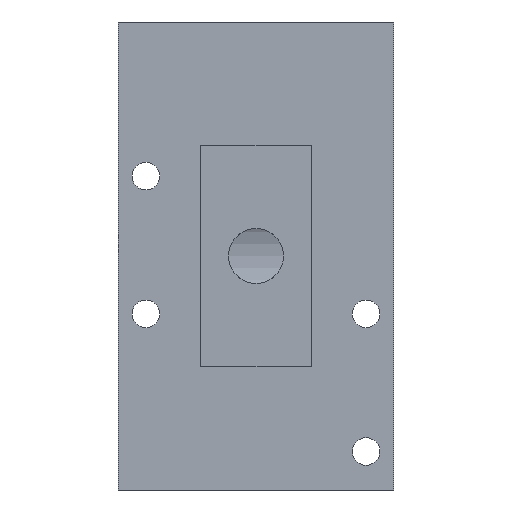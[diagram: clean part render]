
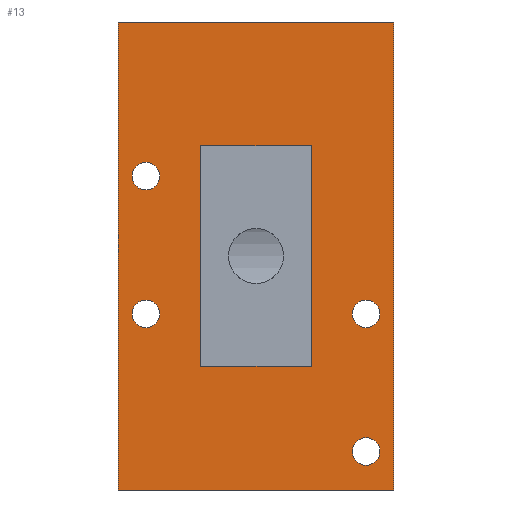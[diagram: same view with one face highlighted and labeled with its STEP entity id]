
A CAD part, left-side view. The second image highlights one B-rep face of the part: STEP entity #13.
In plain terms, the highlighted planar face has unit normal (-1, 0, 0).
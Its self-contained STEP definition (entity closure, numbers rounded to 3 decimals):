
#2 = EDGE_CURVE ( 'NONE', #103, #496, #441, .T. ) ;
#13 = ADVANCED_FACE ( 'NONE', ( #233, #365, #638, #633, #23, #437 ), #770, .F. ) ;
#15 = VECTOR ( 'NONE', #467, 1000. ) ;
#21 = ORIENTED_EDGE ( 'NONE', *, *, #648, .F. ) ;
#23 = FACE_OUTER_BOUND ( 'NONE', #239, .T. ) ;
#25 = CIRCLE ( 'NONE', #185, 1.25 ) ;
#36 = ORIENTED_EDGE ( 'NONE', *, *, #218, .F. ) ;
#54 = EDGE_CURVE ( 'NONE', #689, #560, #297, .T. ) ;
#59 = CARTESIAN_POINT ( 'NONE',  ( 35., 5., 10. ) ) ;
#64 = DIRECTION ( 'NONE',  ( 0., 0., 1. ) ) ;
#76 = CARTESIAN_POINT ( 'NONE',  ( 35., -10., -17.75 ) ) ;
#78 = DIRECTION ( 'NONE',  ( 0., 0., 1. ) ) ;
#83 = DIRECTION ( 'NONE',  ( 0., 0., 1. ) ) ;
#88 = EDGE_CURVE ( 'NONE', #560, #155, #494, .T. ) ;
#92 = VECTOR ( 'NONE', #719, 1000. ) ;
#103 = VERTEX_POINT ( 'NONE', #563 ) ;
#110 = DIRECTION ( 'NONE',  ( -1., 0., 0. ) ) ;
#124 = CARTESIAN_POINT ( 'NONE',  ( 35., -12.5, -21.25 ) ) ;
#125 = EDGE_CURVE ( 'NONE', #533, #689, #832, .T. ) ;
#126 = LINE ( 'NONE', #396, #15 ) ;
#148 = ORIENTED_EDGE ( 'NONE', *, *, #2, .F. ) ;
#155 = VERTEX_POINT ( 'NONE', #597 ) ;
#164 = AXIS2_PLACEMENT_3D ( 'NONE', #202, #823, #625 ) ;
#169 = LINE ( 'NONE', #768, #252 ) ;
#178 = CIRCLE ( 'NONE', #286, 1.25 ) ;
#185 = AXIS2_PLACEMENT_3D ( 'NONE', #411, #545, #78 ) ;
#190 = CARTESIAN_POINT ( 'NONE',  ( 35., 10., 6. ) ) ;
#193 = DIRECTION ( 'NONE',  ( 0., 0., 1. ) ) ;
#196 = VERTEX_POINT ( 'NONE', #251 ) ;
#202 = CARTESIAN_POINT ( 'NONE',  ( 35., 10., 7.25 ) ) ;
#208 = CIRCLE ( 'NONE', #319, 1.25 ) ;
#214 = EDGE_CURVE ( 'NONE', #196, #265, #287, .T. ) ;
#218 = EDGE_CURVE ( 'NONE', #496, #390, #652, .T. ) ;
#227 = VECTOR ( 'NONE', #817, 1000. ) ;
#228 = CARTESIAN_POINT ( 'NONE',  ( 35., 5., -10. ) ) ;
#233 = FACE_BOUND ( 'NONE', #698, .T. ) ;
#236 = CIRCLE ( 'NONE', #388, 1.25 ) ;
#237 = CARTESIAN_POINT ( 'NONE',  ( 35., 12.5, -21.25 ) ) ;
#239 = EDGE_LOOP ( 'NONE', ( #36, #148, #756, #416 ) ) ;
#242 = DIRECTION ( 'NONE',  ( 0., -1., 0. ) ) ;
#247 = EDGE_CURVE ( 'NONE', #767, #879, #25, .T. ) ;
#251 = CARTESIAN_POINT ( 'NONE',  ( 35., -10., -19. ) ) ;
#252 = VECTOR ( 'NONE', #637, 1000. ) ;
#256 = ORIENTED_EDGE ( 'NONE', *, *, #247, .F. ) ;
#265 = VERTEX_POINT ( 'NONE', #477 ) ;
#284 = ORIENTED_EDGE ( 'NONE', *, *, #743, .F. ) ;
#286 = AXIS2_PLACEMENT_3D ( 'NONE', #667, #386, #193 ) ;
#287 = CIRCLE ( 'NONE', #682, 1.25 ) ;
#288 = ORIENTED_EDGE ( 'NONE', *, *, #305, .F. ) ;
#293 = EDGE_CURVE ( 'NONE', #706, #103, #407, .T. ) ;
#296 = AXIS2_PLACEMENT_3D ( 'NONE', #611, #875, #878 ) ;
#297 = LINE ( 'NONE', #573, #787 ) ;
#298 = ORIENTED_EDGE ( 'NONE', *, *, #610, .T. ) ;
#305 = EDGE_CURVE ( 'NONE', #679, #353, #650, .T. ) ;
#319 = AXIS2_PLACEMENT_3D ( 'NONE', #76, #490, #83 ) ;
#331 = CARTESIAN_POINT ( 'NONE',  ( 35., 10., -6.5 ) ) ;
#334 = CARTESIAN_POINT ( 'NONE',  ( 35., 10., 8.5 ) ) ;
#338 = VECTOR ( 'NONE', #858, 1000. ) ;
#353 = VERTEX_POINT ( 'NONE', #331 ) ;
#355 = DIRECTION ( 'NONE',  ( 1., 0., 0. ) ) ;
#359 = ORIENTED_EDGE ( 'NONE', *, *, #867, .F. ) ;
#362 = DIRECTION ( 'NONE',  ( 0., 0., 1. ) ) ;
#365 = FACE_BOUND ( 'NONE', #631, .T. ) ;
#379 = DIRECTION ( 'NONE',  ( 0., 0., 1. ) ) ;
#386 = DIRECTION ( 'NONE',  ( -1., 0., 0. ) ) ;
#387 = CARTESIAN_POINT ( 'NONE',  ( 35., -5., 10. ) ) ;
#388 = AXIS2_PLACEMENT_3D ( 'NONE', #855, #543, #64 ) ;
#389 = DIRECTION ( 'NONE',  ( 0., 0., 1. ) ) ;
#390 = VERTEX_POINT ( 'NONE', #440 ) ;
#394 = ORIENTED_EDGE ( 'NONE', *, *, #125, .T. ) ;
#396 = CARTESIAN_POINT ( 'NONE',  ( 35., -5., -10. ) ) ;
#407 = LINE ( 'NONE', #415, #227 ) ;
#411 = CARTESIAN_POINT ( 'NONE',  ( 35., -10., -5.25 ) ) ;
#415 = CARTESIAN_POINT ( 'NONE',  ( 35., -12.5, -21.25 ) ) ;
#416 = ORIENTED_EDGE ( 'NONE', *, *, #471, .F. ) ;
#437 = FACE_BOUND ( 'NONE', #439, .T. ) ;
#439 = EDGE_LOOP ( 'NONE', ( #394, #822, #834, #298 ) ) ;
#440 = CARTESIAN_POINT ( 'NONE',  ( 35., -12.5, 21.25 ) ) ;
#441 = LINE ( 'NONE', #237, #812 ) ;
#444 = ORIENTED_EDGE ( 'NONE', *, *, #856, .F. ) ;
#467 = DIRECTION ( 'NONE',  ( 0., 1., 0. ) ) ;
#471 = EDGE_CURVE ( 'NONE', #390, #706, #169, .T. ) ;
#477 = CARTESIAN_POINT ( 'NONE',  ( 35., -10., -16.5 ) ) ;
#490 = DIRECTION ( 'NONE',  ( -1., 0., 0. ) ) ;
#494 = LINE ( 'NONE', #841, #92 ) ;
#496 = VERTEX_POINT ( 'NONE', #512 ) ;
#512 = CARTESIAN_POINT ( 'NONE',  ( 35., 12.5, 21.25 ) ) ;
#521 = CARTESIAN_POINT ( 'NONE',  ( 35., 5., -10. ) ) ;
#533 = VERTEX_POINT ( 'NONE', #521 ) ;
#543 = DIRECTION ( 'NONE',  ( -1., 0., 0. ) ) ;
#545 = DIRECTION ( 'NONE',  ( -1., 0., 0. ) ) ;
#552 = CIRCLE ( 'NONE', #164, 1.25 ) ;
#560 = VERTEX_POINT ( 'NONE', #387 ) ;
#563 = CARTESIAN_POINT ( 'NONE',  ( 35., 12.5, -21.25 ) ) ;
#566 = VERTEX_POINT ( 'NONE', #190 ) ;
#573 = CARTESIAN_POINT ( 'NONE',  ( 35., -5., 10. ) ) ;
#585 = EDGE_CURVE ( 'NONE', #353, #679, #811, .T. ) ;
#591 = CARTESIAN_POINT ( 'NONE',  ( 35., 10., -5.25 ) ) ;
#592 = CARTESIAN_POINT ( 'NONE',  ( 35., -12.5, 21.25 ) ) ;
#597 = CARTESIAN_POINT ( 'NONE',  ( 35., -5., -10. ) ) ;
#610 = EDGE_CURVE ( 'NONE', #155, #533, #126, .T. ) ;
#611 = CARTESIAN_POINT ( 'NONE',  ( 35., 10., -5.25 ) ) ;
#625 = DIRECTION ( 'NONE',  ( 0., 0., 1. ) ) ;
#631 = EDGE_LOOP ( 'NONE', ( #288, #805 ) ) ;
#633 = FACE_BOUND ( 'NONE', #824, .T. ) ;
#637 = DIRECTION ( 'NONE',  ( 0., 0., -1. ) ) ;
#638 = FACE_BOUND ( 'NONE', #740, .T. ) ;
#648 = EDGE_CURVE ( 'NONE', #745, #566, #178, .T. ) ;
#650 = CIRCLE ( 'NONE', #296, 1.25 ) ;
#652 = LINE ( 'NONE', #592, #338 ) ;
#654 = CARTESIAN_POINT ( 'NONE',  ( 35., -10., -6.5 ) ) ;
#657 = CARTESIAN_POINT ( 'NONE',  ( 35., 10., -4. ) ) ;
#658 = VECTOR ( 'NONE', #389, 1000. ) ;
#667 = CARTESIAN_POINT ( 'NONE',  ( 35., 10., 7.25 ) ) ;
#674 = AXIS2_PLACEMENT_3D ( 'NONE', #591, #734, #857 ) ;
#679 = VERTEX_POINT ( 'NONE', #657 ) ;
#682 = AXIS2_PLACEMENT_3D ( 'NONE', #723, #110, #379 ) ;
#686 = CARTESIAN_POINT ( 'NONE',  ( 35., -10., -4. ) ) ;
#689 = VERTEX_POINT ( 'NONE', #59 ) ;
#698 = EDGE_LOOP ( 'NONE', ( #444, #772 ) ) ;
#706 = VERTEX_POINT ( 'NONE', #124 ) ;
#719 = DIRECTION ( 'NONE',  ( 0., 0., -1. ) ) ;
#723 = CARTESIAN_POINT ( 'NONE',  ( 35., -10., -17.75 ) ) ;
#734 = DIRECTION ( 'NONE',  ( -1., 0., 0. ) ) ;
#740 = EDGE_LOOP ( 'NONE', ( #21, #359 ) ) ;
#743 = EDGE_CURVE ( 'NONE', #879, #767, #236, .T. ) ;
#745 = VERTEX_POINT ( 'NONE', #334 ) ;
#756 = ORIENTED_EDGE ( 'NONE', *, *, #293, .F. ) ;
#767 = VERTEX_POINT ( 'NONE', #654 ) ;
#768 = CARTESIAN_POINT ( 'NONE',  ( 35., -12.5, -21.25 ) ) ;
#770 = PLANE ( 'NONE',  #854 ) ;
#772 = ORIENTED_EDGE ( 'NONE', *, *, #214, .F. ) ;
#774 = DIRECTION ( 'NONE',  ( 0., 0., -1. ) ) ;
#787 = VECTOR ( 'NONE', #242, 1000. ) ;
#805 = ORIENTED_EDGE ( 'NONE', *, *, #585, .F. ) ;
#811 = CIRCLE ( 'NONE', #674, 1.25 ) ;
#812 = VECTOR ( 'NONE', #362, 1000. ) ;
#817 = DIRECTION ( 'NONE',  ( 0., 1., 0. ) ) ;
#822 = ORIENTED_EDGE ( 'NONE', *, *, #54, .T. ) ;
#823 = DIRECTION ( 'NONE',  ( -1., 0., 0. ) ) ;
#824 = EDGE_LOOP ( 'NONE', ( #284, #256 ) ) ;
#832 = LINE ( 'NONE', #228, #658 ) ;
#834 = ORIENTED_EDGE ( 'NONE', *, *, #88, .T. ) ;
#841 = CARTESIAN_POINT ( 'NONE',  ( 35., -5., -10. ) ) ;
#845 = CARTESIAN_POINT ( 'NONE',  ( 35., 0., 0. ) ) ;
#854 = AXIS2_PLACEMENT_3D ( 'NONE', #845, #355, #774 ) ;
#855 = CARTESIAN_POINT ( 'NONE',  ( 35., -10., -5.25 ) ) ;
#856 = EDGE_CURVE ( 'NONE', #265, #196, #208, .T. ) ;
#857 = DIRECTION ( 'NONE',  ( 0., 0., 1. ) ) ;
#858 = DIRECTION ( 'NONE',  ( 0., -1., 0. ) ) ;
#867 = EDGE_CURVE ( 'NONE', #566, #745, #552, .T. ) ;
#875 = DIRECTION ( 'NONE',  ( -1., 0., 0. ) ) ;
#878 = DIRECTION ( 'NONE',  ( 0., 0., 1. ) ) ;
#879 = VERTEX_POINT ( 'NONE', #686 ) ;
